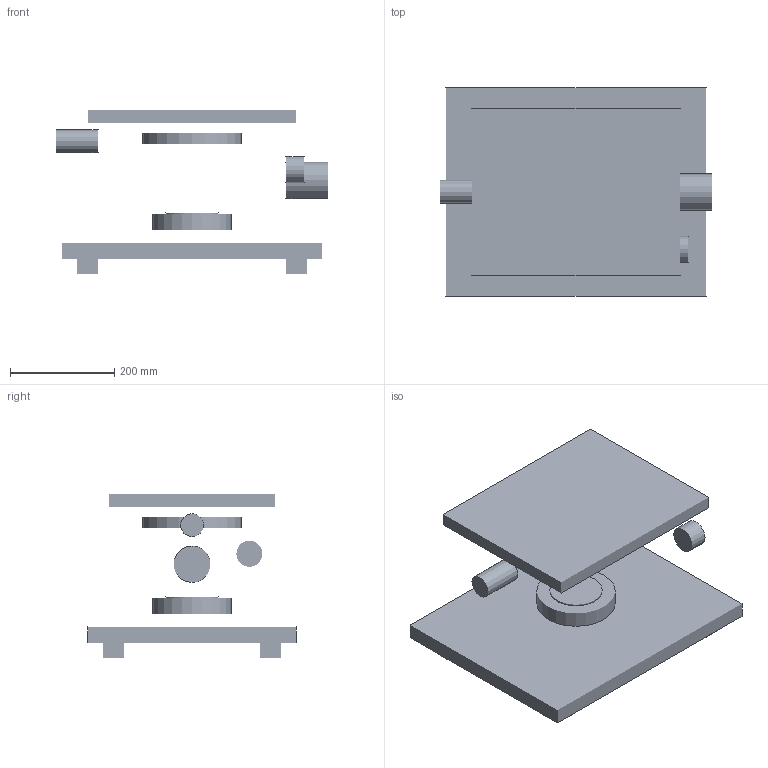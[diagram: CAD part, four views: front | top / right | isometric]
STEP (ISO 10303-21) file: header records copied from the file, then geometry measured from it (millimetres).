
FILE_DESCRIPTION(('STEP AP242 Edition 2','STEP AP242 Edition 2''CAx-IF Rec.Pracs.---Representation and Presentation of Product Manufacturing Information (PMI)---4.0---2014-10-13','STEP AP242 Edition 2''CAx-IF Rec.Pracs.---Representation and Presentation of Product Manufacturing Information (PMI)---4.0---2014-10-13''CAx-IF Rec.Pracs.---3D Tessellated Geometry---0.4---2014-09-14','STEP AP242 Edition 2''CAx-IF Rec.Pracs.---Representation and Presentation of Product Manufacturing Information (PMI)---4.0---2014-10-13''CAx-IF Rec.Pracs.---3D Tessellated Geometry---0.4---2014-09-14''2;1','STEP AP242 Edition 2''CAx-IF Rec.Pracs.---Representation and Presentation of Product Manufacturing Information (PMI)---4.0---2014-10-13''CAx-IF Rec.Pracs.---3D Tessellated Geometry---0.4---2014-09-14''2;1''CAx-IF Rec.Pracs.---User Defined Attributes---1.5---2016-08-15'),'2;1');
FILE_NAME('plasma_etcher_scaled_1_1000.step','2026-03-14T01:46:19',(''),(''),'ST-DEVELOPER v20','ONSHAPE BY PTC INC, 1.212',' ');
FILE_SCHEMA(('AP242_MANAGED_MODEL_BASED_3D_ENGINEERING_MIM_LF { 1 0 10303 442 3 1 4 }'));
Length unit declared in the file: metre
Products named in the file (13): plasma_etcher_scaled_1_1000; electrostatic_chuck; vacuum_pump_port; foot_2; foot_3; wafer; base_frame; lid; viewport; foot_4; gas_inlet_port; showerhead; foot_1
Assembly tree (12 placements, depth 2):
  plasma_etcher_scaled_1_1000
    electrostatic_chuck
    vacuum_pump_port
    foot_2
    foot_3
    wafer
    base_frame
    lid
    viewport
    foot_4
    gas_inlet_port
    showerhead
    foot_1
Bounding box: 520 x 400 x 315 mm (x, y, z)
Surface area: 959851 mm2 (no closed solid volume)
Topology: 0 solids, 12 shells, 12 faces, 0 edges, 0 vertices
Faces by surface type: other 12
Entity records: 398 total; most frequent: DIRECTION 26, PRODUCT_DEFINITION_SHAPE 25, SHAPE_DEFINITION_REPRESENTATION 13, SHAPE_REPRESENTATION 13, AXIS2_PLACEMENT_3D 13, CARTESIAN_POINT 13, UNCERTAINTY_MEASURE_WITH_UNIT 13, PRODUCT_DEFINITION 13
